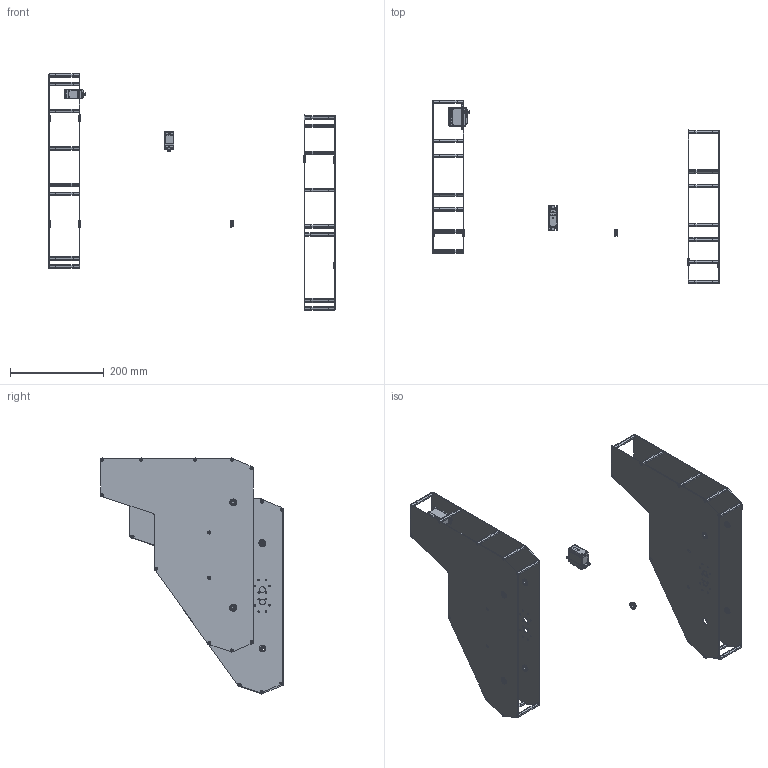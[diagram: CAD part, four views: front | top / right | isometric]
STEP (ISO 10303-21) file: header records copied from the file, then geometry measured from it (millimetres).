
FILE_DESCRIPTION(/* description */ (''),/* implementation_level */ '2;1');
FILE_NAME(/* name */ 'Assembly1.stp',/* time_stamp */ '2024-08-01T14:14:13-04:00',/* author */ ('Preston'),/* organization */ (''),/* preprocessor_version */ 'ST-DEVELOPER v19.2',/* originating_system */ 'Autodesk Inventor 2024',/* authorisation */ '');
FILE_SCHEMA (('AUTOMOTIVE_DESIGN { 1 0 10303 214 3 1 1 }'));
Length unit declared in the file: inch
Products named in the file (6): Assembly1; centerstage design acrylic siding; 275-1019-001 Rev1; 76302-Flanged Bearing 6mmIDx14mm OD; centerstage design motor siding; Default
Assembly tree (38 placements, depth 2):
  Assembly1
    centerstage design acrylic siding  x2
    275-1019-001 Rev1  x24
    76302-Flanged Bearing 6mmIDx14mm OD  x8
    centerstage design motor siding  x2
    Default  x2
Bounding box: 613.73 x 391.04 x 503.97 mm (x, y, z)
Volume: 615528.4 mm3; surface area: 772887.9 mm2
Topology: 48 solids, 50 shells, 2454 faces, 6614 edges, 4544 vertices
Faces by surface type: cylinder 1010, plane 954, bspline 224, cone 162, torus 88, sphere 16
Full cylindrical faces by diameter (mm): 1.6 x4, 1.7 x8, 2.2 x8, 2.5 x66, 2.54 x4, 2.794 x24, 3.048 x44, 3.3 x8, 3.5 x6, 4.191 x48, 5.26 x2, 6 x10, 6.05 x2, 7 x2, 8 x20, 10 x4, 10.9 x2, 11.6 x2, 12 x16, 12.37 x4, 12.9 x2, 13.97 x8, 14 x8, 15 x8
Entity records: 44996 total; most frequent: CARTESIAN_POINT 19213, ORIENTED_EDGE 5436, DIRECTION 5168, EDGE_CURVE 2718, AXIS2_PLACEMENT_3D 1956, VERTEX_POINT 1782, LINE 1256, VECTOR 1256
